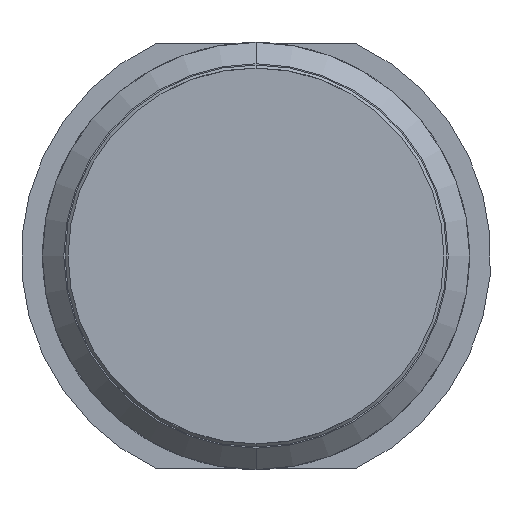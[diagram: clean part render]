
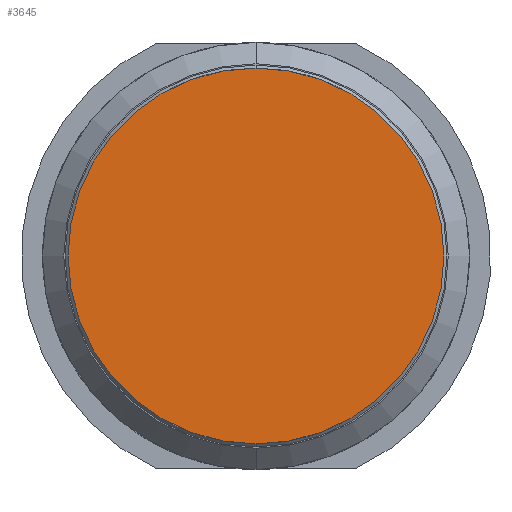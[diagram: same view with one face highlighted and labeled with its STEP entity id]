
A CAD part, front view. The second image highlights one B-rep face of the part: STEP entity #3645.
In plain terms, the highlighted planar face has unit normal (0, -1, 0).
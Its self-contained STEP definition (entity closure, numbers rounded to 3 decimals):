
#94 = ORIENTED_EDGE ( 'NONE', *, *, #2366, .T. ) ;
#172 = PLANE ( 'NONE',  #3966 ) ;
#209 = CIRCLE ( 'NONE', #1730, 2.2 ) ;
#240 = ORIENTED_EDGE ( 'NONE', *, *, #1891, .T. ) ;
#492 = DIRECTION ( 'NONE',  ( -1., 0., 0. ) ) ;
#716 = CARTESIAN_POINT ( 'NONE',  ( 2.2, 0., 0. ) ) ;
#763 = DIRECTION ( 'NONE',  ( 0., -1., 0. ) ) ;
#834 = CARTESIAN_POINT ( 'NONE',  ( 0., 0., 1.9 ) ) ;
#952 = AXIS2_PLACEMENT_3D ( 'NONE', #2301, #1287, #1635 ) ;
#1136 = CARTESIAN_POINT ( 'NONE',  ( 0., 0., 0. ) ) ;
#1242 = VERTEX_POINT ( 'NONE', #716 ) ;
#1287 = DIRECTION ( 'NONE',  ( 0., -1., 0. ) ) ;
#1635 = DIRECTION ( 'NONE',  ( 1., 0., 0. ) ) ;
#1640 = FACE_OUTER_BOUND ( 'NONE', #3164, .T. ) ;
#1730 = AXIS2_PLACEMENT_3D ( 'NONE', #1136, #763, #2446 ) ;
#1891 = EDGE_CURVE ( 'Defeature ausgef�hrt3_15+Defeature ausgef�hrt3_22+Defeature ausgef�hrt3_22+Defeature ausgef�hrt3_22', #1242, #2703, #2608, .T. ) ;
#2301 = CARTESIAN_POINT ( 'NONE',  ( 0., 0., 0. ) ) ;
#2366 = EDGE_CURVE ( 'Defeature ausgef�hrt3_15+Defeature ausgef�hrt3_22+Defeature ausgef�hrt3_22+Defeature ausgef�hrt3_22', #2703, #1242, #209, .T. ) ;
#2446 = DIRECTION ( 'NONE',  ( 1., 0., 0. ) ) ;
#2529 = DIRECTION ( 'NONE',  ( 0., 1., 0. ) ) ;
#2608 = CIRCLE ( 'NONE', #952, 2.2 ) ;
#2644 = CARTESIAN_POINT ( 'NONE',  ( -2.2, 0., 0. ) ) ;
#2703 = VERTEX_POINT ( 'NONE', #2644 ) ;
#3164 = EDGE_LOOP ( 'NONE', ( #240, #94 ) ) ;
#3645 = ADVANCED_FACE ( 'Defeature ausgef�hrt3_15', ( #1640 ), #172, .F. ) ;
#3966 = AXIS2_PLACEMENT_3D ( 'NONE', #834, #2529, #492 ) ;
